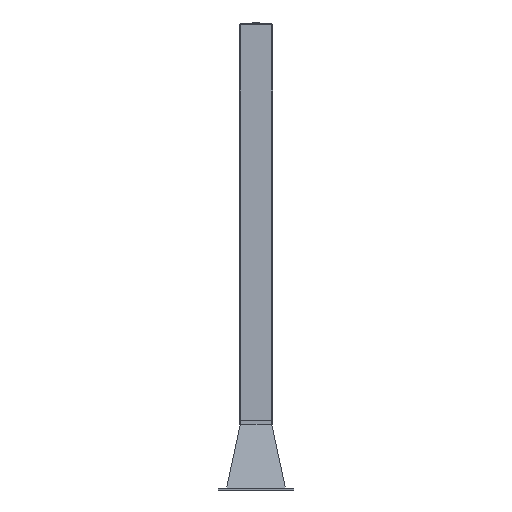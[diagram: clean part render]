
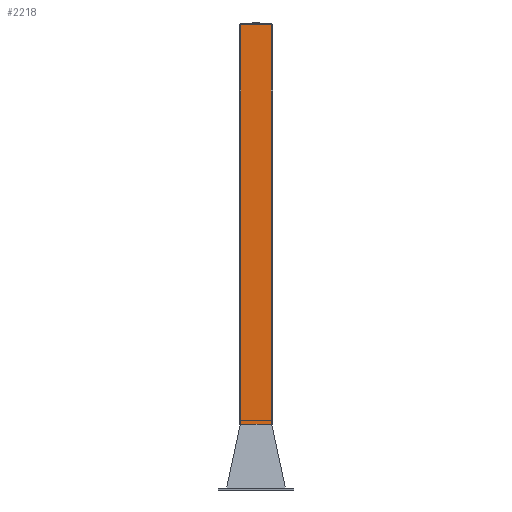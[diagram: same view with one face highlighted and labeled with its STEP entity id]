
A CAD part, left-side view. The second image highlights one B-rep face of the part: STEP entity #2218.
In plain terms, the highlighted planar face has unit normal (-1, 0, 0).
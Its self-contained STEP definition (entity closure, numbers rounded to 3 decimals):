
#2218=ADVANCED_FACE('',(#3920),#3921,.F.);
#3920=FACE_OUTER_BOUND('',#5393,.T.);
#3921=PLANE('',#5394);
#5393=EDGE_LOOP('',(#8506,#8507,#8508,#8509));
#5394=AXIS2_PLACEMENT_3D('',#8510,#8511,#8512);
#8506=ORIENTED_EDGE('',*,*,#9829,.F.);
#8507=ORIENTED_EDGE('',*,*,#9830,.T.);
#8508=ORIENTED_EDGE('',*,*,#9831,.T.);
#8509=ORIENTED_EDGE('',*,*,#9820,.T.);
#8510=CARTESIAN_POINT('',(-125.0,230.556,104.299));
#8511=DIRECTION('',(1.0,0.0,0.0));
#8512=DIRECTION('',(0.0,0.0,-1.0));
#9820=EDGE_CURVE('',#11520,#11517,#11521,.F.);
#9829=EDGE_CURVE('',#11535,#11517,#11536,.T.);
#9830=EDGE_CURVE('',#11535,#11537,#11538,.T.);
#9831=EDGE_CURVE('',#11537,#11520,#11539,.T.);
#11517=VERTEX_POINT('',#15765);
#11520=VERTEX_POINT('',#15768);
#11521=LINE('',#15769,#15770);
#11535=VERTEX_POINT('',#15787);
#11536=LINE('',#15788,#15789);
#11537=VERTEX_POINT('',#15790);
#11538=LINE('',#15791,#15792);
#11539=LINE('',#15793,#15794);
#15765=CARTESIAN_POINT('',(-125.0,-7.444,104.299));
#15768=CARTESIAN_POINT('',(-125.0,-7.444,-2895.701));
#15769=CARTESIAN_POINT('',(-125.0,-7.444,104.299));
#15770=VECTOR('',#16948,1.0);
#15787=CARTESIAN_POINT('',(-125.0,218.556,104.299));
#15788=CARTESIAN_POINT('',(-125.0,230.556,104.299));
#15789=VECTOR('',#16961,1.0);
#15790=CARTESIAN_POINT('',(-125.0,218.556,-2895.701));
#15791=CARTESIAN_POINT('',(-125.0,218.556,104.299));
#15792=VECTOR('',#16962,1.0);
#15793=CARTESIAN_POINT('',(-125.0,230.556,-2895.701));
#15794=VECTOR('',#16963,1.0);
#16948=DIRECTION('',(0.0,0.0,-1.0));
#16961=DIRECTION('',(0.0,-1.0,0.0));
#16962=DIRECTION('',(0.0,0.0,-1.0));
#16963=DIRECTION('',(0.0,-1.0,0.0));
